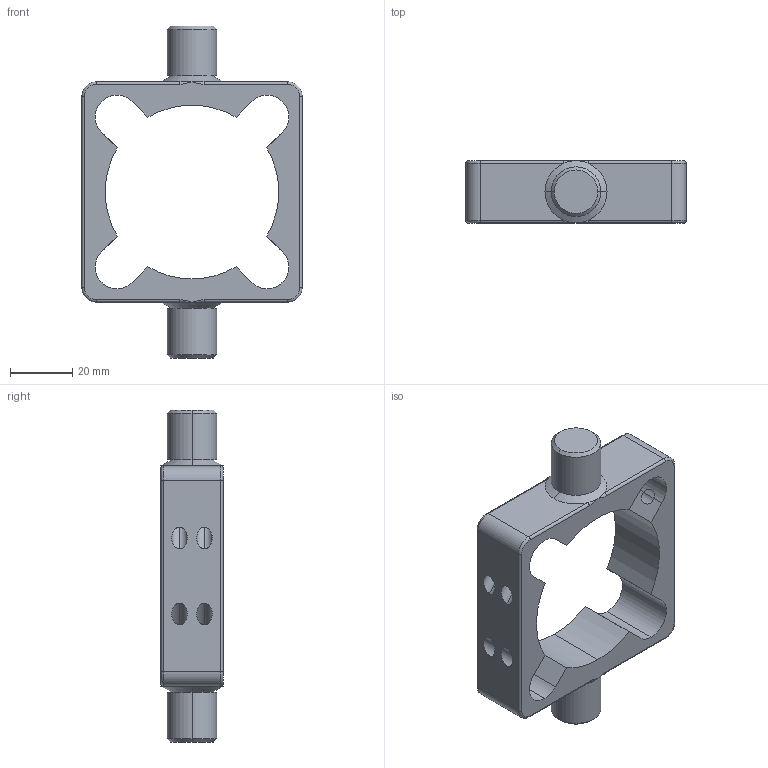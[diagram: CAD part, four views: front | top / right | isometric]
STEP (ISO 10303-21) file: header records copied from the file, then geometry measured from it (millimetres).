
FILE_DESCRIPTION (( 'STEP AP203' ), '1' );
FILE_NAME ('0001-50.STEP', '2015-10-09T07:05:58', ( 'utente11' ), ( '' ), 'SwSTEP 2.0', 'SolidWorks 2015', '' );
FILE_SCHEMA (( 'CONFIG_CONTROL_DESIGN' ));
Length unit declared in the file: millimetre
Products named in the file (1): 0001-50
Bounding box: 71 x 20 x 107 mm (x, y, z)
Volume: 43429.1 mm3; surface area: 17189.9 mm2
Topology: 1 solids, 1 shells, 99 faces, 269 edges, 158 vertices
Faces by surface type: cylinder 47, plane 28, cone 8, bspline 8, torus 8
Entity records: 3370 total; most frequent: CARTESIAN_POINT 815, DIRECTION 547, ORIENTED_EDGE 522, EDGE_CURVE 261, AXIS2_PLACEMENT_3D 218, VERTEX_POINT 158, CIRCLE 126, VECTOR 111
